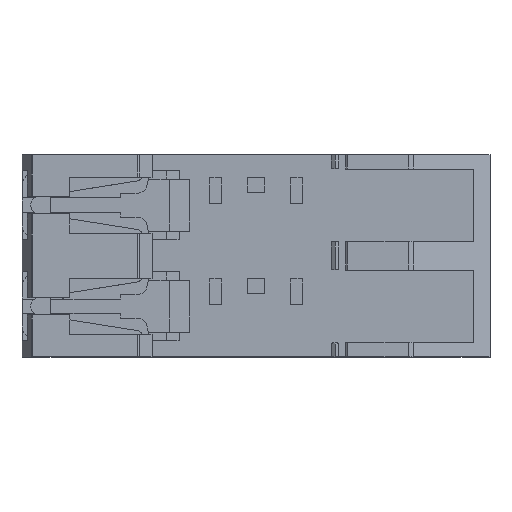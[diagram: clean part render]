
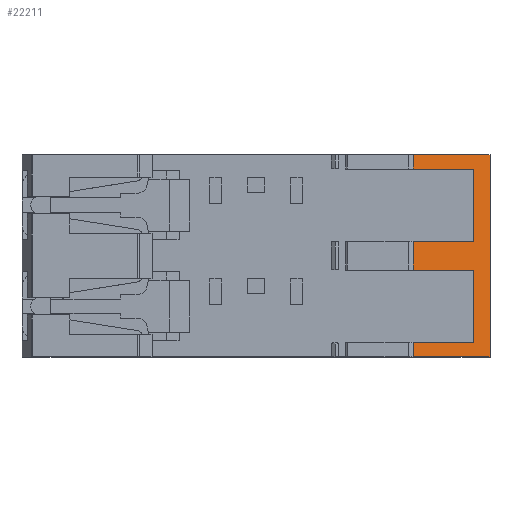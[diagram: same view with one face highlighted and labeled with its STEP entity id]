
A CAD part, top view. The second image highlights one B-rep face of the part: STEP entity #22211.
In plain terms, the highlighted planar face has unit normal (0.344, 0, 0.939).
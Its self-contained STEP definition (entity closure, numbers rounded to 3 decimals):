
#525 = VERTEX_POINT ( 'NONE', #1010 ) ;
#1010 = CARTESIAN_POINT ( 'NONE',  ( 27.179, -15., 3.854 ) ) ;
#1025 = CARTESIAN_POINT ( 'NONE',  ( 27.179, 2.5, 3.854 ) ) ;
#1845 = VERTEX_POINT ( 'NONE', #33247 ) ;
#2489 = CARTESIAN_POINT ( 'NONE',  ( 37.715, -15., 0. ) ) ;
#3563 = ORIENTED_EDGE ( 'NONE', *, *, #59843, .F. ) ;
#6459 = CARTESIAN_POINT ( 'NONE',  ( 27.179, -17.5, 3.854 ) ) ;
#6811 = ORIENTED_EDGE ( 'NONE', *, *, #7160, .T. ) ;
#7160 = EDGE_CURVE ( 'NONE', #16984, #62782, #48593, .T. ) ;
#7552 = VERTEX_POINT ( 'NONE', #2489 ) ;
#7608 = LINE ( 'NONE', #23356, #61669 ) ;
#8255 = CARTESIAN_POINT ( 'NONE',  ( 27.179, 2.5, 3.854 ) ) ;
#9436 = VERTEX_POINT ( 'NONE', #38202 ) ;
#9908 = ORIENTED_EDGE ( 'NONE', *, *, #43366, .T. ) ;
#10292 = CARTESIAN_POINT ( 'NONE',  ( 37.715, 15., 0. ) ) ;
#12052 = DIRECTION ( 'NONE',  ( -0.939, 0., 0.344 ) ) ;
#12708 = ORIENTED_EDGE ( 'NONE', *, *, #43538, .F. ) ;
#12778 = CARTESIAN_POINT ( 'NONE',  ( 40.5, 0., -1.019 ) ) ;
#13614 = VECTOR ( 'NONE', #19397, 1000. ) ;
#15863 = LINE ( 'NONE', #6459, #37133 ) ;
#16002 = ORIENTED_EDGE ( 'NONE', *, *, #49766, .T. ) ;
#16488 = LINE ( 'NONE', #26857, #41547 ) ;
#16901 = LINE ( 'NONE', #21935, #44480 ) ;
#16984 = VERTEX_POINT ( 'NONE', #63970 ) ;
#17152 = DIRECTION ( 'NONE',  ( 0., 1., 0. ) ) ;
#17476 = FACE_OUTER_BOUND ( 'NONE', #44325, .T. ) ;
#17489 = ORIENTED_EDGE ( 'NONE', *, *, #48564, .T. ) ;
#18245 = VERTEX_POINT ( 'NONE', #39110 ) ;
#19397 = DIRECTION ( 'NONE',  ( 0.939, 0., -0.344 ) ) ;
#20067 = DIRECTION ( 'NONE',  ( 0., 1., 0. ) ) ;
#21935 = CARTESIAN_POINT ( 'NONE',  ( 37.715, -15., 0. ) ) ;
#22029 = EDGE_CURVE ( 'NONE', #7552, #525, #16488, .T. ) ;
#22211 = ADVANCED_FACE ( 'NONE', ( #17476 ), #28489, .T. ) ;
#22429 = DIRECTION ( 'NONE',  ( 0.939, 0., -0.344 ) ) ;
#22754 = LINE ( 'NONE', #47929, #49917 ) ;
#23356 = CARTESIAN_POINT ( 'NONE',  ( 27.179, 17.5, 3.854 ) ) ;
#23473 = LINE ( 'NONE', #12778, #34219 ) ;
#25350 = VECTOR ( 'NONE', #42258, 1000. ) ;
#25418 = CARTESIAN_POINT ( 'NONE',  ( 37.715, 2.5, 0. ) ) ;
#26857 = CARTESIAN_POINT ( 'NONE',  ( 37.715, -15., 0. ) ) ;
#26897 = DIRECTION ( 'NONE',  ( 0.939, 0., -0.344 ) ) ;
#28489 = PLANE ( 'NONE',  #37248 ) ;
#28536 = VECTOR ( 'NONE', #20067, 1000. ) ;
#29753 = VERTEX_POINT ( 'NONE', #36235 ) ;
#32052 = CARTESIAN_POINT ( 'NONE',  ( 27.179, 17.5, 3.854 ) ) ;
#32687 = ORIENTED_EDGE ( 'NONE', *, *, #62415, .T. ) ;
#33247 = CARTESIAN_POINT ( 'NONE',  ( 37.715, -2.5, 0. ) ) ;
#33853 = CARTESIAN_POINT ( 'NONE',  ( 37.715, 0., 0. ) ) ;
#34219 = VECTOR ( 'NONE', #17152, 1000. ) ;
#35219 = LINE ( 'NONE', #38927, #52190 ) ;
#36125 = LINE ( 'NONE', #25418, #28536 ) ;
#36235 = CARTESIAN_POINT ( 'NONE',  ( 27.179, -2.5, 3.854 ) ) ;
#37133 = VECTOR ( 'NONE', #26897, 1000. ) ;
#37248 = AXIS2_PLACEMENT_3D ( 'NONE', #33853, #38240, #48000 ) ;
#37852 = CARTESIAN_POINT ( 'NONE',  ( 37.715, 2.5, 0. ) ) ;
#38202 = CARTESIAN_POINT ( 'NONE',  ( 27.179, -17.5, 3.854 ) ) ;
#38240 = DIRECTION ( 'NONE',  ( 0.344, 0., 0.939 ) ) ;
#38927 = CARTESIAN_POINT ( 'NONE',  ( 40.5, 17.5, -1.019 ) ) ;
#39110 = CARTESIAN_POINT ( 'NONE',  ( 40.5, -17.5, -1.019 ) ) ;
#39591 = CARTESIAN_POINT ( 'NONE',  ( 40.5, 17.5, -1.019 ) ) ;
#39923 = DIRECTION ( 'NONE',  ( -0.939, 0., 0.344 ) ) ;
#41098 = EDGE_CURVE ( 'NONE', #63527, #53422, #35219, .T. ) ;
#41547 = VECTOR ( 'NONE', #42626, 1000. ) ;
#42201 = ORIENTED_EDGE ( 'NONE', *, *, #44944, .T. ) ;
#42258 = DIRECTION ( 'NONE',  ( 0., -1., 0. ) ) ;
#42626 = DIRECTION ( 'NONE',  ( -0.939, 0., 0.344 ) ) ;
#42722 = ORIENTED_EDGE ( 'NONE', *, *, #48107, .T. ) ;
#43041 = DIRECTION ( 'NONE',  ( 0., 1., 0. ) ) ;
#43127 = VECTOR ( 'NONE', #58695, 1000. ) ;
#43366 = EDGE_CURVE ( 'NONE', #9436, #18245, #15863, .T. ) ;
#43536 = CARTESIAN_POINT ( 'NONE',  ( 27.179, 15., 3.854 ) ) ;
#43538 = EDGE_CURVE ( 'NONE', #16984, #60451, #36125, .T. ) ;
#43764 = EDGE_CURVE ( 'NONE', #53422, #61396, #7608, .T. ) ;
#44325 = EDGE_LOOP ( 'NONE', ( #42201, #17489, #3563, #54072, #32687, #9908, #42722, #60342, #45483, #16002, #12708, #6811 ) ) ;
#44480 = VECTOR ( 'NONE', #43041, 1000. ) ;
#44887 = LINE ( 'NONE', #65723, #13614 ) ;
#44944 = EDGE_CURVE ( 'NONE', #62782, #29753, #46972, .T. ) ;
#45483 = ORIENTED_EDGE ( 'NONE', *, *, #43764, .T. ) ;
#46972 = LINE ( 'NONE', #1025, #25350 ) ;
#47289 = VECTOR ( 'NONE', #12052, 1000. ) ;
#47929 = CARTESIAN_POINT ( 'NONE',  ( 27.179, -2.5, 3.854 ) ) ;
#48000 = DIRECTION ( 'NONE',  ( 0., -1., 0. ) ) ;
#48107 = EDGE_CURVE ( 'NONE', #18245, #63527, #23473, .T. ) ;
#48564 = EDGE_CURVE ( 'NONE', #29753, #1845, #22754, .T. ) ;
#48593 = LINE ( 'NONE', #37852, #47289 ) ;
#49766 = EDGE_CURVE ( 'NONE', #61396, #60451, #44887, .T. ) ;
#49917 = VECTOR ( 'NONE', #22429, 1000. ) ;
#52190 = VECTOR ( 'NONE', #39923, 1000. ) ;
#53422 = VERTEX_POINT ( 'NONE', #32052 ) ;
#54072 = ORIENTED_EDGE ( 'NONE', *, *, #22029, .T. ) ;
#58695 = DIRECTION ( 'NONE',  ( 0., -1., 0. ) ) ;
#59275 = DIRECTION ( 'NONE',  ( 0., -1., 0. ) ) ;
#59843 = EDGE_CURVE ( 'NONE', #7552, #1845, #16901, .T. ) ;
#60342 = ORIENTED_EDGE ( 'NONE', *, *, #41098, .T. ) ;
#60451 = VERTEX_POINT ( 'NONE', #10292 ) ;
#61396 = VERTEX_POINT ( 'NONE', #43536 ) ;
#61669 = VECTOR ( 'NONE', #59275, 1000. ) ;
#62415 = EDGE_CURVE ( 'NONE', #525, #9436, #63400, .T. ) ;
#62782 = VERTEX_POINT ( 'NONE', #8255 ) ;
#63400 = LINE ( 'NONE', #64719, #43127 ) ;
#63527 = VERTEX_POINT ( 'NONE', #39591 ) ;
#63970 = CARTESIAN_POINT ( 'NONE',  ( 37.715, 2.5, 0. ) ) ;
#64719 = CARTESIAN_POINT ( 'NONE',  ( 27.179, -15., 3.854 ) ) ;
#65723 = CARTESIAN_POINT ( 'NONE',  ( 27.179, 15., 3.854 ) ) ;
